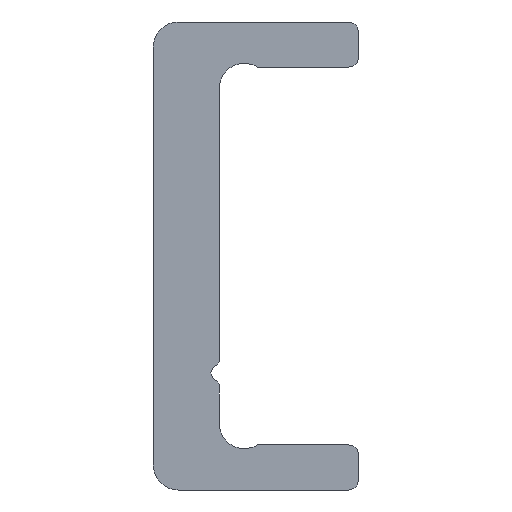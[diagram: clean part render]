
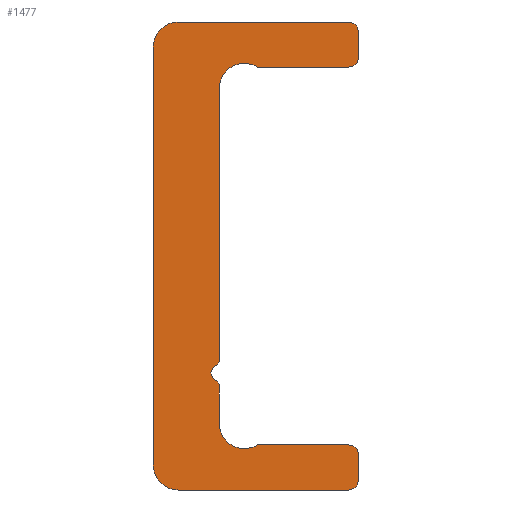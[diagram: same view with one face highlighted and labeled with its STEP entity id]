
A CAD part, left-side view. The second image highlights one B-rep face of the part: STEP entity #1477.
In plain terms, the highlighted planar face has unit normal (-1, 0, 0).
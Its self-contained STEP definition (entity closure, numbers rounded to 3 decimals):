
#764=CARTESIAN_POINT('',(0.0,-6.15,-13.4));
#765=VERTEX_POINT('',#764);
#772=CARTESIAN_POINT('',(0.0,-5.55,-14.));
#773=VERTEX_POINT('',#772);
#774=CARTESIAN_POINT('',(0.0,-5.55,-13.4));
#775=DIRECTION('',(1.0,0.0,0.0));
#776=DIRECTION('',(0.0,-1.0,0.0));
#777=AXIS2_PLACEMENT_3D('',#774,#775,#776);
#778=CIRCLE('',#777,0.6);
#779=EDGE_CURVE('',#765,#773,#778,.T.);
#803=CARTESIAN_POINT('',(0.0,-6.15,-11.9));
#804=VERTEX_POINT('',#803);
#811=CARTESIAN_POINT('',(0.0,-6.15,-11.9));
#812=DIRECTION('',(0.0,0.0,-1.0));
#813=VECTOR('',#812,1.5);
#814=LINE('',#811,#813);
#815=EDGE_CURVE('',#804,#765,#814,.T.);
#835=CARTESIAN_POINT('',(0.0,-5.55,-11.3));
#836=VERTEX_POINT('',#835);
#843=CARTESIAN_POINT('',(0.0,-5.55,-11.9));
#844=DIRECTION('',(1.0,0.0,0.0));
#845=DIRECTION('',(0.0,0.0,1.0));
#846=AXIS2_PLACEMENT_3D('',#843,#844,#845);
#847=CIRCLE('',#846,0.6);
#848=EDGE_CURVE('',#836,#804,#847,.T.);
#867=CARTESIAN_POINT('',(0.0,-0.098,-11.3));
#868=VERTEX_POINT('',#867);
#875=CARTESIAN_POINT('',(0.0,-0.098,-11.3));
#876=DIRECTION('',(0.0,-1.0,0.0));
#877=VECTOR('',#876,5.452);
#878=LINE('',#875,#877);
#879=EDGE_CURVE('',#868,#836,#878,.T.);
#899=CARTESIAN_POINT('',(0.0,2.2,-10.03));
#900=VERTEX_POINT('',#899);
#907=CARTESIAN_POINT('',(0.0,0.7,-10.03));
#908=DIRECTION('',(-1.0,0.0,0.0));
#909=DIRECTION('',(0.0,0.532,0.847));
#910=AXIS2_PLACEMENT_3D('',#907,#908,#909);
#911=CIRCLE('',#910,1.5);
#912=EDGE_CURVE('',#900,#868,#911,.T.);
#931=CARTESIAN_POINT('',(0.0,2.2,-7.707));
#932=VERTEX_POINT('',#931);
#939=CARTESIAN_POINT('',(0.0,2.2,-7.707));
#940=DIRECTION('',(0.0,0.0,-1.0));
#941=VECTOR('',#940,2.323);
#942=LINE('',#939,#941);
#943=EDGE_CURVE('',#932,#900,#942,.T.);
#963=CARTESIAN_POINT('',(0.0,2.367,-7.471));
#964=VERTEX_POINT('',#963);
#971=CARTESIAN_POINT('',(0.0,2.45,-7.707));
#972=DIRECTION('',(1.0,0.0,0.0));
#973=DIRECTION('',(0.0,-0.333,0.943));
#974=AXIS2_PLACEMENT_3D('',#971,#972,#973);
#975=CIRCLE('',#974,0.25);
#976=EDGE_CURVE('',#964,#932,#975,.T.);
#996=CARTESIAN_POINT('',(0.0,2.367,-6.529));
#997=VERTEX_POINT('',#996);
#1004=CARTESIAN_POINT('',(0.0,2.2,-7.));
#1005=DIRECTION('',(-1.0,0.0,0.0));
#1006=DIRECTION('',(0.0,-0.333,0.943));
#1007=AXIS2_PLACEMENT_3D('',#1004,#1005,#1006);
#1008=CIRCLE('',#1007,0.5);
#1009=EDGE_CURVE('',#997,#964,#1008,.T.);
#1029=CARTESIAN_POINT('',(0.0,2.2,-6.293));
#1030=VERTEX_POINT('',#1029);
#1037=CARTESIAN_POINT('',(0.0,2.45,-6.293));
#1038=DIRECTION('',(1.0,0.0,0.0));
#1039=DIRECTION('',(0.0,-1.0,0.0));
#1040=AXIS2_PLACEMENT_3D('',#1037,#1038,#1039);
#1041=CIRCLE('',#1040,0.25);
#1042=EDGE_CURVE('',#1030,#997,#1041,.T.);
#1061=CARTESIAN_POINT('',(0.0,2.2,10.03));
#1062=VERTEX_POINT('',#1061);
#1069=CARTESIAN_POINT('',(0.0,2.2,10.03));
#1070=DIRECTION('',(0.0,0.0,-1.0));
#1071=VECTOR('',#1070,16.323);
#1072=LINE('',#1069,#1071);
#1073=EDGE_CURVE('',#1062,#1030,#1072,.T.);
#1123=CARTESIAN_POINT('',(0.0,-0.098,11.3));
#1124=VERTEX_POINT('',#1123);
#1131=CARTESIAN_POINT('',(0.0,0.7,10.03));
#1132=DIRECTION('',(-1.0,0.0,0.0));
#1133=DIRECTION('',(0.0,-1.0,0.0));
#1134=AXIS2_PLACEMENT_3D('',#1131,#1132,#1133);
#1135=CIRCLE('',#1134,1.5);
#1136=EDGE_CURVE('',#1124,#1062,#1135,.T.);
#1155=CARTESIAN_POINT('',(0.0,-5.55,11.3));
#1156=VERTEX_POINT('',#1155);
#1163=CARTESIAN_POINT('',(0.0,-5.55,11.3));
#1164=DIRECTION('',(0.0,1.0,0.0));
#1165=VECTOR('',#1164,5.452);
#1166=LINE('',#1163,#1165);
#1167=EDGE_CURVE('',#1156,#1124,#1166,.T.);
#1187=CARTESIAN_POINT('',(0.0,-6.15,11.9));
#1188=VERTEX_POINT('',#1187);
#1195=CARTESIAN_POINT('',(0.0,-5.55,11.9));
#1196=DIRECTION('',(1.0,0.0,0.0));
#1197=DIRECTION('',(0.0,-1.0,0.0));
#1198=AXIS2_PLACEMENT_3D('',#1195,#1196,#1197);
#1199=CIRCLE('',#1198,0.6);
#1200=EDGE_CURVE('',#1188,#1156,#1199,.T.);
#1219=CARTESIAN_POINT('',(0.0,-6.15,13.4));
#1220=VERTEX_POINT('',#1219);
#1227=CARTESIAN_POINT('',(0.0,-6.15,13.4));
#1228=DIRECTION('',(0.0,0.0,-1.0));
#1229=VECTOR('',#1228,1.5);
#1230=LINE('',#1227,#1229);
#1231=EDGE_CURVE('',#1220,#1188,#1230,.T.);
#1251=CARTESIAN_POINT('',(0.0,-5.55,14.));
#1252=VERTEX_POINT('',#1251);
#1259=CARTESIAN_POINT('',(0.0,-5.55,13.4));
#1260=DIRECTION('',(1.0,0.0,0.0));
#1261=DIRECTION('',(0.0,0.0,1.0));
#1262=AXIS2_PLACEMENT_3D('',#1259,#1260,#1261);
#1263=CIRCLE('',#1262,0.6);
#1264=EDGE_CURVE('',#1252,#1220,#1263,.T.);
#1283=CARTESIAN_POINT('',(0.0,4.65,14.));
#1284=VERTEX_POINT('',#1283);
#1291=CARTESIAN_POINT('',(0.0,4.65,14.));
#1292=DIRECTION('',(0.0,-1.0,0.0));
#1293=VECTOR('',#1292,10.2);
#1294=LINE('',#1291,#1293);
#1295=EDGE_CURVE('',#1284,#1252,#1294,.T.);
#1315=CARTESIAN_POINT('',(0.0,6.15,12.5));
#1316=VERTEX_POINT('',#1315);
#1323=CARTESIAN_POINT('',(0.0,4.65,12.5));
#1324=DIRECTION('',(1.0,0.0,0.0));
#1325=DIRECTION('',(0.0,1.0,0.0));
#1326=AXIS2_PLACEMENT_3D('',#1323,#1324,#1325);
#1327=CIRCLE('',#1326,1.5);
#1328=EDGE_CURVE('',#1316,#1284,#1327,.T.);
#1347=CARTESIAN_POINT('',(0.0,6.15,-12.5));
#1348=VERTEX_POINT('',#1347);
#1355=CARTESIAN_POINT('',(0.0,6.15,-12.5));
#1356=DIRECTION('',(0.0,0.0,1.0));
#1357=VECTOR('',#1356,25.);
#1358=LINE('',#1355,#1357);
#1359=EDGE_CURVE('',#1348,#1316,#1358,.T.);
#1409=CARTESIAN_POINT('',(0.0,4.65,-14.));
#1410=VERTEX_POINT('',#1409);
#1417=CARTESIAN_POINT('',(0.0,4.65,-12.5));
#1418=DIRECTION('',(1.0,0.0,0.0));
#1419=DIRECTION('',(0.0,0.0,-1.0));
#1420=AXIS2_PLACEMENT_3D('',#1417,#1418,#1419);
#1421=CIRCLE('',#1420,1.5);
#1422=EDGE_CURVE('',#1410,#1348,#1421,.T.);
#1440=CARTESIAN_POINT('',(0.0,-5.55,-14.));
#1441=DIRECTION('',(0.0,1.0,0.0));
#1442=VECTOR('',#1441,10.2);
#1443=LINE('',#1440,#1442);
#1444=EDGE_CURVE('',#773,#1410,#1443,.T.);
#1450=CARTESIAN_POINT('',(0.0,1.616,-0.032));
#1451=DIRECTION('',(1.0,0.0,0.0));
#1452=DIRECTION('',(0.0,0.0,-1.0));
#1453=AXIS2_PLACEMENT_3D('',#1450,#1451,#1452);
#1454=PLANE('',#1453);
#1455=ORIENTED_EDGE('',*,*,#1444,.F.);
#1456=ORIENTED_EDGE('',*,*,#779,.F.);
#1457=ORIENTED_EDGE('',*,*,#815,.F.);
#1458=ORIENTED_EDGE('',*,*,#848,.F.);
#1459=ORIENTED_EDGE('',*,*,#879,.F.);
#1460=ORIENTED_EDGE('',*,*,#912,.F.);
#1461=ORIENTED_EDGE('',*,*,#943,.F.);
#1462=ORIENTED_EDGE('',*,*,#976,.F.);
#1463=ORIENTED_EDGE('',*,*,#1009,.F.);
#1464=ORIENTED_EDGE('',*,*,#1042,.F.);
#1465=ORIENTED_EDGE('',*,*,#1073,.F.);
#1466=ORIENTED_EDGE('',*,*,#1136,.F.);
#1467=ORIENTED_EDGE('',*,*,#1167,.F.);
#1468=ORIENTED_EDGE('',*,*,#1200,.F.);
#1469=ORIENTED_EDGE('',*,*,#1231,.F.);
#1470=ORIENTED_EDGE('',*,*,#1264,.F.);
#1471=ORIENTED_EDGE('',*,*,#1295,.F.);
#1472=ORIENTED_EDGE('',*,*,#1328,.F.);
#1473=ORIENTED_EDGE('',*,*,#1359,.F.);
#1474=ORIENTED_EDGE('',*,*,#1422,.F.);
#1475=EDGE_LOOP('',(#1455,#1456,#1457,#1458,#1459,#1460,#1461,#1462,#1463,#1464,#1465,#1466,#1467,#1468,#1469,#1470,#1471,#1472,#1473,#1474));
#1476=FACE_OUTER_BOUND('',#1475,.T.);
#1477=ADVANCED_FACE('',(#1476),#1454,.F.);
